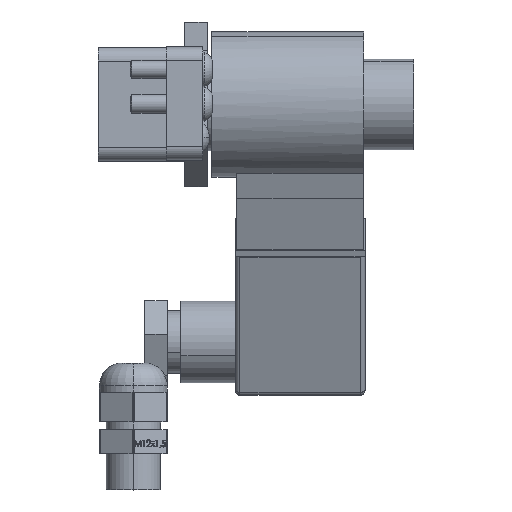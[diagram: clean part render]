
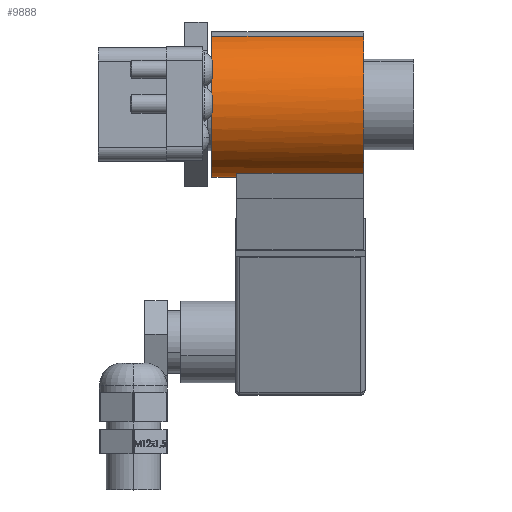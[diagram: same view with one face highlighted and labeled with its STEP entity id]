
A CAD part, top view. The second image highlights one B-rep face of the part: STEP entity #9888.
In plain terms, the highlighted cylindrical face has radius 16 mm (diameter 32 mm), a partial arc.
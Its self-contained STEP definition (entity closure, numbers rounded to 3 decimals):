
#7 = EDGE_CURVE ( 'NONE', #3299, #10693, #1284, .T. ) ;
#41 = EDGE_CURVE ( 'NONE', #10693, #8149, #8798, .T. ) ;
#130 = CARTESIAN_POINT ( 'NONE',  ( 12.49, 10., 0. ) ) ;
#296 = CARTESIAN_POINT ( 'NONE',  ( 12.49, 10., 33.5 ) ) ;
#381 = CYLINDRICAL_SURFACE ( 'NONE', #10796, 16. ) ;
#401 = CARTESIAN_POINT ( 'NONE',  ( 0., 0., 33.5 ) ) ;
#555 = ORIENTED_EDGE ( 'NONE', *, *, #10338, .T. ) ;
#1106 = EDGE_CURVE ( 'NONE', #10854, #4322, #7174, .T. ) ;
#1284 = CIRCLE ( 'NONE', #10994, 16. ) ;
#1350 = CARTESIAN_POINT ( 'NONE',  ( -16., 0., 33.5 ) ) ;
#1483 = LINE ( 'NONE', #3969, #8716 ) ;
#1963 = ORIENTED_EDGE ( 'NONE', *, *, #41, .F. ) ;
#2025 = CIRCLE ( 'NONE', #10931, 16. ) ;
#2037 = CARTESIAN_POINT ( 'NONE',  ( -16., 0., 0. ) ) ;
#2105 = DIRECTION ( 'NONE',  ( 0., 0., 1. ) ) ;
#2170 = ORIENTED_EDGE ( 'NONE', *, *, #2843, .F. ) ;
#2201 = EDGE_CURVE ( 'NONE', #3299, #3974, #1483, .T. ) ;
#2615 = ORIENTED_EDGE ( 'NONE', *, *, #7, .F. ) ;
#2843 = EDGE_CURVE ( 'NONE', #4322, #3974, #4028, .T. ) ;
#2983 = CARTESIAN_POINT ( 'NONE',  ( 12.49, 10., 28. ) ) ;
#3061 = VECTOR ( 'NONE', #5612, 1000. ) ;
#3299 = VERTEX_POINT ( 'NONE', #3855 ) ;
#3855 = CARTESIAN_POINT ( 'NONE',  ( 16., 0., 33.5 ) ) ;
#3955 = ORIENTED_EDGE ( 'NONE', *, *, #1106, .F. ) ;
#3969 = CARTESIAN_POINT ( 'NONE',  ( 16., 0., 33.5 ) ) ;
#3974 = VERTEX_POINT ( 'NONE', #4175 ) ;
#3992 = CARTESIAN_POINT ( 'NONE',  ( 0., 0., 33.5 ) ) ;
#4028 = CIRCLE ( 'NONE', #4144, 16. ) ;
#4060 = ORIENTED_EDGE ( 'NONE', *, *, #2201, .T. ) ;
#4144 = AXIS2_PLACEMENT_3D ( 'NONE', #9035, #10820, #5732 ) ;
#4175 = CARTESIAN_POINT ( 'NONE',  ( 16., 0., 28. ) ) ;
#4322 = VERTEX_POINT ( 'NONE', #2983 ) ;
#5612 = DIRECTION ( 'NONE',  ( 0., 0., -1. ) ) ;
#5732 = DIRECTION ( 'NONE',  ( 0., 1., 0. ) ) ;
#7174 = LINE ( 'NONE', #296, #10653 ) ;
#7375 = DIRECTION ( 'NONE',  ( 0., 0., -1. ) ) ;
#7386 = DIRECTION ( 'NONE',  ( 0., 0., -1. ) ) ;
#8134 = CARTESIAN_POINT ( 'NONE',  ( 0., 0., 0. ) ) ;
#8146 = DIRECTION ( 'NONE',  ( -1., 0., 0. ) ) ;
#8149 = VERTEX_POINT ( 'NONE', #2037 ) ;
#8176 = DIRECTION ( 'NONE',  ( 0., 0., 1. ) ) ;
#8716 = VECTOR ( 'NONE', #7386, 1000. ) ;
#8798 = LINE ( 'NONE', #1350, #3061 ) ;
#9035 = CARTESIAN_POINT ( 'NONE',  ( 0., 0., 28. ) ) ;
#9103 = DIRECTION ( 'NONE',  ( 0., 0., 1. ) ) ;
#9847 = EDGE_LOOP ( 'NONE', ( #2615, #4060, #2170, #3955, #555, #1963 ) ) ;
#9859 = DIRECTION ( 'NONE',  ( 1., 0., 0. ) ) ;
#9888 = ADVANCED_FACE ( 'NONE', ( #10489 ), #381, .T. ) ;
#9980 = DIRECTION ( 'NONE',  ( 1., 0., 0. ) ) ;
#10203 = CARTESIAN_POINT ( 'NONE',  ( -16., 0., 33.5 ) ) ;
#10338 = EDGE_CURVE ( 'NONE', #10854, #8149, #2025, .T. ) ;
#10489 = FACE_OUTER_BOUND ( 'NONE', #9847, .T. ) ;
#10653 = VECTOR ( 'NONE', #2105, 1000. ) ;
#10693 = VERTEX_POINT ( 'NONE', #10203 ) ;
#10796 = AXIS2_PLACEMENT_3D ( 'NONE', #401, #7375, #8146 ) ;
#10820 = DIRECTION ( 'NONE',  ( 0., 0., -1. ) ) ;
#10854 = VERTEX_POINT ( 'NONE', #130 ) ;
#10931 = AXIS2_PLACEMENT_3D ( 'NONE', #8134, #9103, #9859 ) ;
#10994 = AXIS2_PLACEMENT_3D ( 'NONE', #3992, #8176, #9980 ) ;
